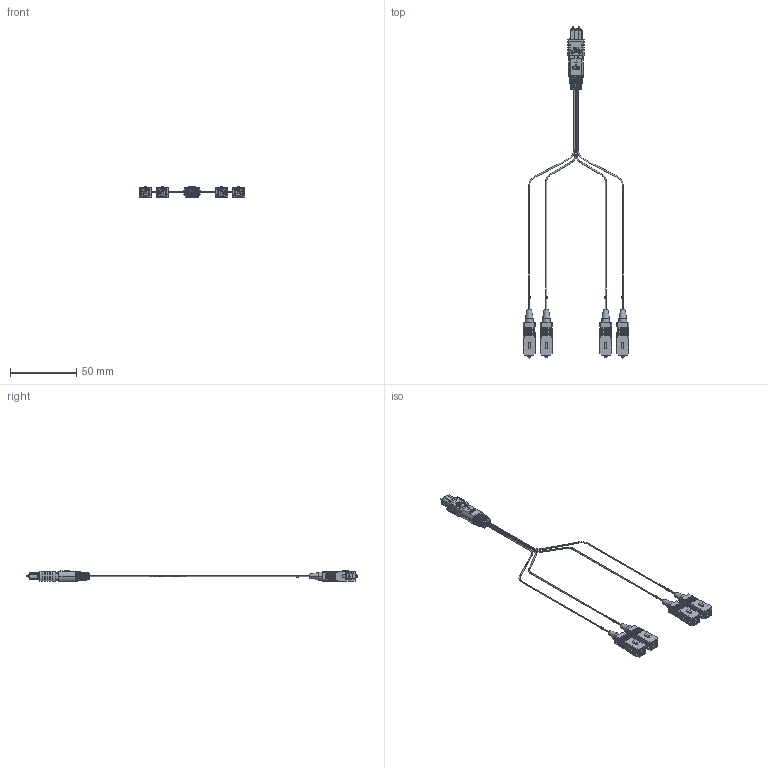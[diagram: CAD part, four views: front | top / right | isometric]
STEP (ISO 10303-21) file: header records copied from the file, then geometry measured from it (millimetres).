
FILE_DESCRIPTION (( 'STEP AP214' ), '1' );
FILE_NAME ('FCA-MMS124D9_3D.STEP', '2022-01-24T22:10:38', ( '' ), ( '' ), 'SwSTEP 2.0', 'SolidWorks 2021', '' );
FILE_SCHEMA (( 'AUTOMOTIVE_DESIGN' ));
Length unit declared in the file: inch
Products named in the file (21): fanout cable 1; .09mm Cable Marking 1 to 24_No 24; 絳渀; FCA-MMS124D9_3D; .09mm Cable Marking 1 to 24_No 23; MPO脣郋; SC; MPO 晦擢帣杶; MPO 囀遺_1; fanout cable 2; MPO鼠芛_1; MPO CONNECTOR; MPO俋褲嗣耀; SC1; MPO软赛; fanout cable assy; MPO翋极; 粟銅; .09mm Cable Marking 1 to 24; .09mm Cable Marking 1 to 24_No 2
Assembly tree (25 placements, depth 4):
  FCA-MMS124D9_3D
    MPO CONNECTOR
      MPO 囀遺_1
      MPO俋褲嗣耀
      MPO鼠芛_1
        MPO脣郋
        MPO软赛
        絳渀
      粟銅
      MPO翋极
      MPO 晦擢帣杶
    fanout cable assy
      fanout cable 1  x2
      fanout cable 2  x2
    SC  x4
      SC
      SC1
    .09mm Cable Marking 1 to 24
    .09mm Cable Marking 1 to 24_No 2
    .09mm Cable Marking 1 to 24_No 23
    .09mm Cable Marking 1 to 24_No 24
Bounding box: 79.54 x 251.01 x 8.6 mm (x, y, z)
Volume: 7698.2 mm3; surface area: 17046.9 mm2
Topology: 28 solids, 28 shells, 1884 faces, 5216 edges, 3434 vertices
Faces by surface type: plane 1388, cylinder 270, bspline 176, cone 34, torus 16
Entity records: 61531 total; most frequent: CARTESIAN_POINT 18213, ORIENTED_EDGE 6294, DIRECTION 5109, EDGE_CURVE 3147, LINE 2229, VECTOR 2229, VERTEX_POINT 2078, AXIS2_PLACEMENT_3D 1440
